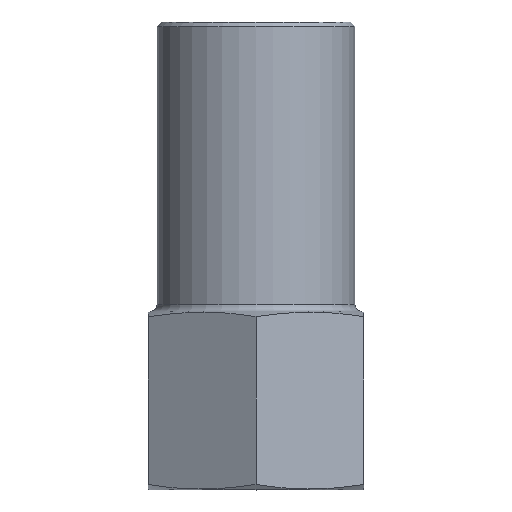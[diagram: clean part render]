
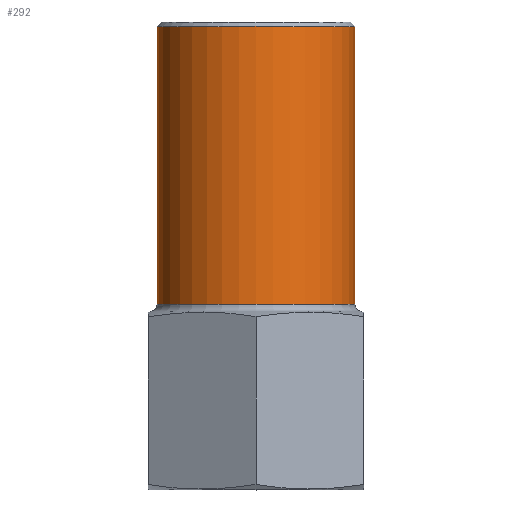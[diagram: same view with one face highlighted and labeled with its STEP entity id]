
A CAD part, top view. The second image highlights one B-rep face of the part: STEP entity #292.
In plain terms, the highlighted cylindrical face has radius 11 mm (diameter 22 mm), a full revolution.
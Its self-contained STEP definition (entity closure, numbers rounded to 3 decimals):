
#43=LINE('',#467,#56);
#56=VECTOR('',#384,11.);
#69=CYLINDRICAL_SURFACE('',#334,11.);
#73=FACE_OUTER_BOUND('',#90,.T.);
#90=EDGE_LOOP('',(#208,#209,#210,#211,#212,#213));
#111=CIRCLE('',#331,11.);
#112=CIRCLE('',#332,11.);
#114=CIRCLE('',#335,11.);
#115=CIRCLE('',#336,11.);
#130=VERTEX_POINT('',#456);
#131=VERTEX_POINT('',#458);
#132=VERTEX_POINT('',#463);
#133=VERTEX_POINT('',#464);
#160=EDGE_CURVE('',#130,#131,#111,.T.);
#161=EDGE_CURVE('',#131,#130,#112,.T.);
#163=EDGE_CURVE('',#132,#133,#114,.T.);
#164=EDGE_CURVE('',#133,#132,#115,.T.);
#165=EDGE_CURVE('',#133,#130,#43,.T.);
#208=ORIENTED_EDGE('',*,*,#163,.F.);
#209=ORIENTED_EDGE('',*,*,#164,.F.);
#210=ORIENTED_EDGE('',*,*,#165,.T.);
#211=ORIENTED_EDGE('',*,*,#161,.F.);
#212=ORIENTED_EDGE('',*,*,#160,.F.);
#213=ORIENTED_EDGE('',*,*,#165,.F.);
#292=ADVANCED_FACE('',(#73),#69,.T.);
#331=AXIS2_PLACEMENT_3D('',#459,#372,#373);
#332=AXIS2_PLACEMENT_3D('',#460,#374,#375);
#334=AXIS2_PLACEMENT_3D('',#462,#378,#379);
#335=AXIS2_PLACEMENT_3D('',#465,#380,#381);
#336=AXIS2_PLACEMENT_3D('',#466,#382,#383);
#372=DIRECTION('center_axis',(0.,-1.,0.));
#373=DIRECTION('ref_axis',(0.,0.,-1.));
#374=DIRECTION('center_axis',(0.,-1.,0.));
#375=DIRECTION('ref_axis',(0.,0.,-1.));
#378=DIRECTION('center_axis',(0.,1.,0.));
#379=DIRECTION('ref_axis',(0.,0.,1.));
#380=DIRECTION('center_axis',(0.,1.,0.));
#381=DIRECTION('ref_axis',(0.,0.,-1.));
#382=DIRECTION('center_axis',(0.,1.,0.));
#383=DIRECTION('ref_axis',(0.,0.,-1.));
#384=DIRECTION('',(0.,-1.,0.));
#456=CARTESIAN_POINT('',(0.,20.615,-11.));
#458=CARTESIAN_POINT('',(0.,20.615,11.));
#459=CARTESIAN_POINT('Origin',(0.,20.615,0.));
#460=CARTESIAN_POINT('Origin',(0.,20.615,0.));
#462=CARTESIAN_POINT('Origin',(0.,36.,0.));
#463=CARTESIAN_POINT('',(0.,51.5,11.));
#464=CARTESIAN_POINT('',(0.,51.5,-11.));
#465=CARTESIAN_POINT('Origin',(0.,51.5,0.));
#466=CARTESIAN_POINT('Origin',(0.,51.5,0.));
#467=CARTESIAN_POINT('',(0.,36.,-11.));
